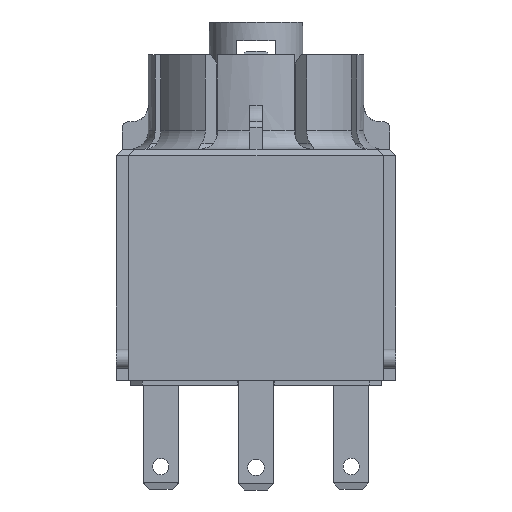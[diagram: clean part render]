
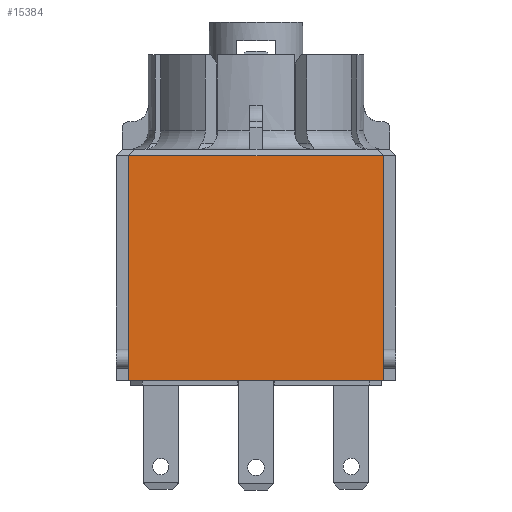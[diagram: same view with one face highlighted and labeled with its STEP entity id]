
A CAD part, front view. The second image highlights one B-rep face of the part: STEP entity #15384.
In plain terms, the highlighted planar face has unit normal (0, -1, 0).
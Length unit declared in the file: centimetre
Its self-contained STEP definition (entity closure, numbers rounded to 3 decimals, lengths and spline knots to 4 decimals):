
#1540=FACE_OUTER_BOUND($,#2408,.T.);
#2408=EDGE_LOOP($,(#12151,#12152,#12153,#12154,#12155,#12156));
#3678=LINE($,#22618,#5273);
#3711=LINE($,#22687,#5306);
#3712=LINE($,#22690,#5307);
#3716=LINE($,#22720,#5311);
#3717=LINE($,#22721,#5312);
#3761=LINE($,#22828,#5356);
#5273=VECTOR($,#18456,2.02);
#5306=VECTOR($,#18523,1.611);
#5307=VECTOR($,#18526,0.169);
#5311=VECTOR($,#18572,0.169);
#5312=VECTOR($,#18573,1.611);
#5356=VECTOR($,#18697,2.02);
#6778=VERTEX_POINT($,#22610);
#6780=VERTEX_POINT($,#22616);
#6799=VERTEX_POINT($,#22686);
#6800=VERTEX_POINT($,#22689);
#6802=VERTEX_POINT($,#22707);
#6805=VERTEX_POINT($,#22718);
#8642=EDGE_CURVE($,#6780,#6778,#3678,.T.);
#8677=EDGE_CURVE($,#6799,#6778,#3711,.T.);
#8679=EDGE_CURVE($,#6800,#6799,#3712,.T.);
#8691=EDGE_CURVE($,#6805,#6802,#3716,.T.);
#8692=EDGE_CURVE($,#6802,#6780,#3717,.T.);
#8744=EDGE_CURVE($,#6805,#6800,#3761,.T.);
#12151=ORIENTED_EDGE($,*,*,#8642,.F.);
#12152=ORIENTED_EDGE($,*,*,#8692,.F.);
#12153=ORIENTED_EDGE($,*,*,#8691,.F.);
#12154=ORIENTED_EDGE($,*,*,#8744,.T.);
#12155=ORIENTED_EDGE($,*,*,#8679,.T.);
#12156=ORIENTED_EDGE($,*,*,#8677,.T.);
#14779=PLANE($,#16393);
#15384=ADVANCED_FACE($,(#1540),#14779,.T.);
#16393=AXIS2_PLACEMENT_3D($,#22859,#18733,#18734);
#18456=DIRECTION($,(1.,0.,0.));
#18523=DIRECTION($,(0.,0.,1.));
#18526=DIRECTION($,(0.,0.,1.));
#18572=DIRECTION($,(0.,0.,1.));
#18573=DIRECTION($,(0.,0.,1.));
#18697=DIRECTION($,(1.,0.,0.));
#18733=DIRECTION('center_axis',(0.,-1.,0.));
#18734=DIRECTION('ref_axis',(0.,0.,-1.));
#22610=CARTESIAN_POINT('',(0.4641,0.1617,1.2537));
#22616=CARTESIAN_POINT('',(-1.5559,0.1617,1.2537));
#22618=CARTESIAN_POINT($,(-0.5459,0.1617,1.2537));
#22686=CARTESIAN_POINT('',(0.4641,0.1617,-0.3573));
#22687=CARTESIAN_POINT($,(0.4641,0.1617,-0.5263));
#22689=CARTESIAN_POINT('',(0.4641,0.1617,-0.5263));
#22690=CARTESIAN_POINT($,(0.4641,0.1617,-0.5263));
#22707=CARTESIAN_POINT('',(-1.5559,0.1617,-0.3573));
#22718=CARTESIAN_POINT('',(-1.5559,0.1617,-0.5263));
#22720=CARTESIAN_POINT($,(-1.5559,0.1617,-0.5263));
#22721=CARTESIAN_POINT($,(-1.5559,0.1617,-0.5263));
#22828=CARTESIAN_POINT($,(-1.5559,0.1617,-0.5263));
#22859=CARTESIAN_POINT('Origin',(-0.5459,0.1617,-0.5263));
